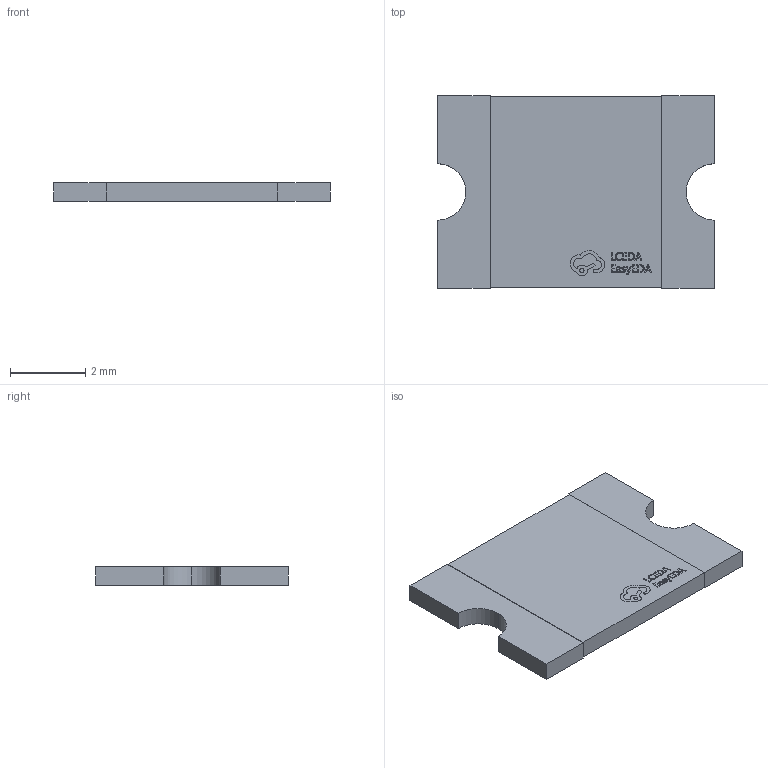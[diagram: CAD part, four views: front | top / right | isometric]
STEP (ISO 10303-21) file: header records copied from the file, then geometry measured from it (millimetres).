
FILE_DESCRIPTION (( 'STEP AP214' ), '1' );
FILE_NAME ('F2920-1.step', '2025-04-10T03:33:45', ( '' ), ( '' ), 'SwSTEP 2.0', 'SolidWorks 2021', '' );
FILE_SCHEMA (( 'AUTOMOTIVE_DESIGN' ));
Length unit declared in the file: millimetre
Products named in the file (1): F2920-1
Bounding box: 7.36 x 5.12 x 0.5 mm (x, y, z)
Volume: 17.4 mm3; surface area: 84.9 mm2
Topology: 1 solids, 1 shells, 245 faces, 666 edges, 444 vertices
Faces by surface type: plane 144, bspline 98, cylinder 3
Entity records: 10720 total; most frequent: CARTESIAN_POINT 2662, ORIENTED_EDGE 1332, DIRECTION 768, EDGE_CURVE 666, LINE 460, VECTOR 460, VERTEX_POINT 444, EDGE_LOOP 266
